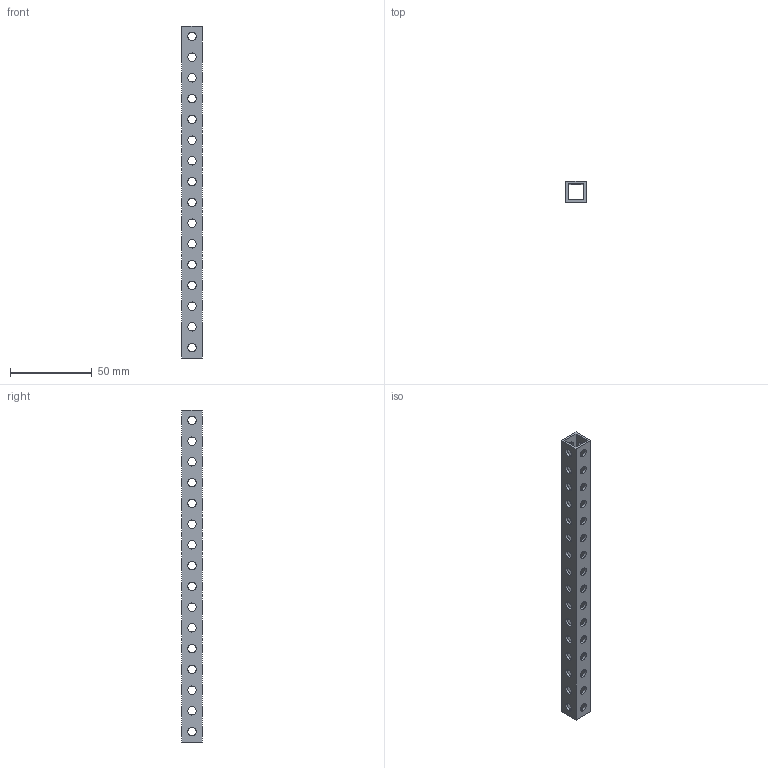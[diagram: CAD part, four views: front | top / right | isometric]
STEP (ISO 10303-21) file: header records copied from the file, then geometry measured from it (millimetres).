
FILE_DESCRIPTION (( 'STEP AP203' ), '1' );
FILE_NAME ('am-5001-0800 RoBits 0.5×0.5×8.0 Tube.STEP', '2023-01-26T15:51:40', ( '' ), ( '' ), 'SwSTEP 2.0', 'SolidWorks 2022', '' );
FILE_SCHEMA (( 'CONFIG_CONTROL_DESIGN' ));
Length unit declared in the file: inch
Products named in the file (1): am-5001-0800 RoBits 0.5×0.5×8.0 Tube
Bounding box: 12.7 x 12.7 x 203.2 mm (x, y, z)
Volume: 12258.8 mm3; surface area: 17214.8 mm2
Topology: 1 solids, 1 shells, 138 faces, 408 edges, 272 vertices
Faces by surface type: cylinder 128, plane 10
Entity records: 5107 total; most frequent: DIRECTION 942, CARTESIAN_POINT 819, ORIENTED_EDGE 816, EDGE_CURVE 408, AXIS2_PLACEMENT_3D 395, VERTEX_POINT 272, EDGE_LOOP 268, CIRCLE 256
